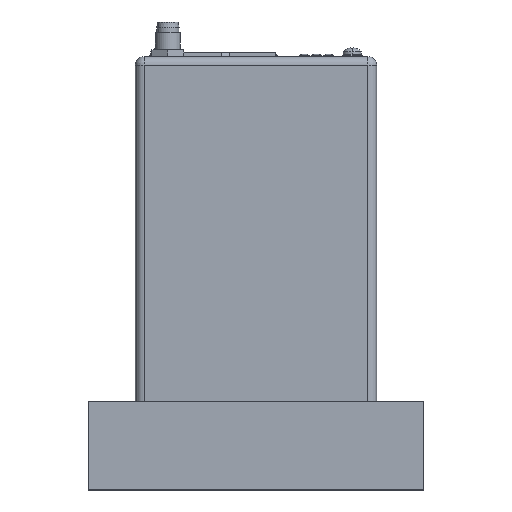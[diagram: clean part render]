
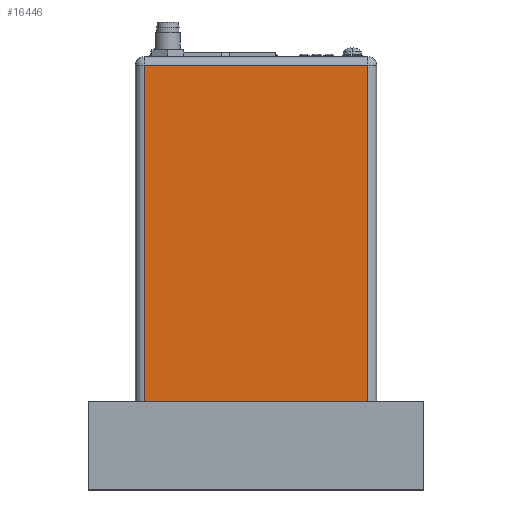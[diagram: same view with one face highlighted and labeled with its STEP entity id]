
A CAD part, top view. The second image highlights one B-rep face of the part: STEP entity #16446.
In plain terms, the highlighted planar face has unit normal (0, 0, 1).
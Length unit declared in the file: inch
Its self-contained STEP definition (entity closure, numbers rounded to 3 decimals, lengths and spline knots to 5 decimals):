
#15254=DIRECTION('',(0.,1.,0.));
#15255=VECTOR('',#15254,4.146);
#15256=CARTESIAN_POINT('',(1.3785,0.,1.425));
#15257=LINE('',#15256,#15255);
#15262=DIRECTION('',(-1.,0.,0.));
#15263=VECTOR('',#15262,2.757);
#15264=CARTESIAN_POINT('',(1.3785,0.,1.425));
#15265=LINE('',#15264,#15263);
#15270=DIRECTION('',(0.,-1.,0.));
#15271=VECTOR('',#15270,4.146);
#15272=CARTESIAN_POINT('',(-1.3785,4.146,1.425));
#15273=LINE('',#15272,#15271);
#15499=DIRECTION('',(-1.,0.,0.));
#15500=VECTOR('',#15499,2.757);
#15501=CARTESIAN_POINT('',(1.3785,4.146,1.425));
#15502=LINE('',#15501,#15500);
#16118=CARTESIAN_POINT('',(-1.3785,0.,1.425));
#16119=VERTEX_POINT('',#16118);
#16120=CARTESIAN_POINT('',(1.3785,0.,1.425));
#16121=VERTEX_POINT('',#16120);
#16262=CARTESIAN_POINT('',(-1.3785,4.146,1.425));
#16263=VERTEX_POINT('',#16262);
#16264=CARTESIAN_POINT('',(1.3785,4.146,1.425));
#16265=VERTEX_POINT('',#16264);
#16433=CARTESIAN_POINT('',(-1.4875,0.,1.425));
#16434=DIRECTION('',(0.,0.,1.));
#16435=DIRECTION('',(1.,0.,0.));
#16436=AXIS2_PLACEMENT_3D('',#16433,#16434,#16435);
#16437=PLANE('',#16436);
#16438=ORIENTED_EDGE('',*,*,#16425,.F.);
#16439=ORIENTED_EDGE('',*,*,#16353,.T.);
#16441=ORIENTED_EDGE('',*,*,#16440,.F.);
#16443=ORIENTED_EDGE('',*,*,#16442,.F.);
#16444=EDGE_LOOP('',(#16438,#16439,#16441,#16443));
#16445=FACE_OUTER_BOUND('',#16444,.F.);
#16446=ADVANCED_FACE('',(#16445),#16437,.T.);
#16353=EDGE_CURVE('',#16121,#16119,#15265,.T.);
#16425=EDGE_CURVE('',#16121,#16265,#15257,.T.);
#16440=EDGE_CURVE('',#16263,#16119,#15273,.T.);
#16442=EDGE_CURVE('',#16265,#16263,#15502,.T.);
